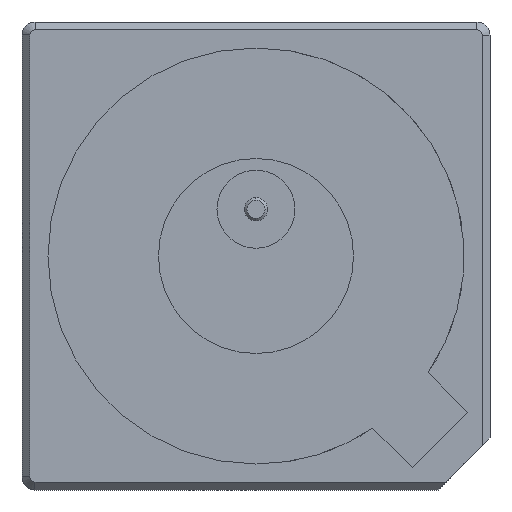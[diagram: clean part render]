
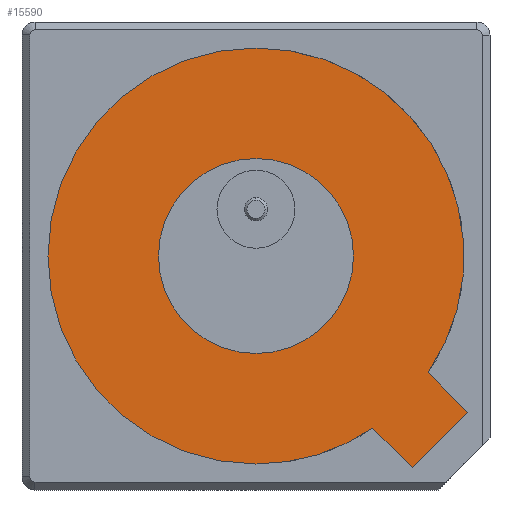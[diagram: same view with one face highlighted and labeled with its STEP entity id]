
A CAD part, front view. The second image highlights one B-rep face of the part: STEP entity #15590.
In plain terms, the highlighted planar face has unit normal (0, -1, 0).
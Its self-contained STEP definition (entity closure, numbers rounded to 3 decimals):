
#263 = CIRCLE ( 'NONE', #15303, 3.75 ) ;
#686 = CARTESIAN_POINT ( 'NONE',  ( 0., -0.22, 0. ) ) ;
#741 = DIRECTION ( 'NONE',  ( 0., 1., 0. ) ) ;
#828 = DIRECTION ( 'NONE',  ( 0., 1., 0. ) ) ;
#918 = CARTESIAN_POINT ( 'NONE',  ( 6.009, -0.22, -8.13 ) ) ;
#1516 = AXIS2_PLACEMENT_3D ( 'NONE', #6404, #3430, #16887 ) ;
#1614 = FACE_BOUND ( 'NONE', #4501, .T. ) ;
#1692 = DIRECTION ( 'NONE',  ( 0., 1., 0. ) ) ;
#2263 = AXIS2_PLACEMENT_3D ( 'NONE', #9953, #9902, #9848 ) ;
#2961 = CARTESIAN_POINT ( 'NONE',  ( 0., -0.22, 8. ) ) ;
#3304 = CARTESIAN_POINT ( 'NONE',  ( 0., -0.22, -8. ) ) ;
#3430 = DIRECTION ( 'NONE',  ( 0., 1., 0. ) ) ;
#3535 = VERTEX_POINT ( 'NONE', #5540 ) ;
#3558 = EDGE_CURVE ( 'NONE', #8824, #3535, #14819, .T. ) ;
#3566 = AXIS2_PLACEMENT_3D ( 'NONE', #9846, #1692, #11142 ) ;
#3727 = ORIENTED_EDGE ( 'NONE', *, *, #11184, .F. ) ;
#3872 = LINE ( 'NONE', #14494, #11097 ) ;
#4096 = DIRECTION ( 'NONE',  ( -0.707, 0., -0.707 ) ) ;
#4501 = EDGE_LOOP ( 'NONE', ( #12503, #6131 ) ) ;
#5087 = EDGE_CURVE ( 'NONE', #7808, #9049, #6349, .T. ) ;
#5213 = EDGE_CURVE ( 'NONE', #12802, #8397, #14821, .T. ) ;
#5287 = CARTESIAN_POINT ( 'NONE',  ( 0., -0.22, 3.75 ) ) ;
#5540 = CARTESIAN_POINT ( 'NONE',  ( 6.617, -0.22, -4.496 ) ) ;
#5930 = VECTOR ( 'NONE', #9850, 1000. ) ;
#6131 = ORIENTED_EDGE ( 'NONE', *, *, #17037, .T. ) ;
#6187 = CARTESIAN_POINT ( 'NONE',  ( 6.009, -0.22, -8.13 ) ) ;
#6349 = CIRCLE ( 'NONE', #2263, 3.75 ) ;
#6404 = CARTESIAN_POINT ( 'NONE',  ( 0., -0.22, 0. ) ) ;
#6454 = EDGE_CURVE ( 'NONE', #6729, #8824, #16724, .T. ) ;
#6606 = DIRECTION ( 'NONE',  ( 0.707, 0., -0.707 ) ) ;
#6729 = VERTEX_POINT ( 'NONE', #3304 ) ;
#6991 = CARTESIAN_POINT ( 'NONE',  ( 8.13, -0.22, -6.009 ) ) ;
#7027 = CARTESIAN_POINT ( 'NONE',  ( 4.496, -0.22, -6.617 ) ) ;
#7586 = CARTESIAN_POINT ( 'NONE',  ( 0., -0.22, 0. ) ) ;
#7808 = VERTEX_POINT ( 'NONE', #5287 ) ;
#8207 = AXIS2_PLACEMENT_3D ( 'NONE', #686, #741, #9633 ) ;
#8397 = VERTEX_POINT ( 'NONE', #918 ) ;
#8411 = ORIENTED_EDGE ( 'NONE', *, *, #6454, .F. ) ;
#8615 = EDGE_LOOP ( 'NONE', ( #12635, #15114, #15208, #13228, #8411, #3727 ) ) ;
#8824 = VERTEX_POINT ( 'NONE', #2961 ) ;
#8990 = DIRECTION ( 'NONE',  ( 0., 0., 1. ) ) ;
#8995 = CARTESIAN_POINT ( 'NONE',  ( 0., -0.22, 0. ) ) ;
#9049 = VERTEX_POINT ( 'NONE', #9699 ) ;
#9633 = DIRECTION ( 'NONE',  ( 0., 0., 1. ) ) ;
#9699 = CARTESIAN_POINT ( 'NONE',  ( 0., -0.22, -3.75 ) ) ;
#9846 = CARTESIAN_POINT ( 'NONE',  ( 0., -0.22, 0. ) ) ;
#9848 = DIRECTION ( 'NONE',  ( 0., 0., 1. ) ) ;
#9850 = DIRECTION ( 'NONE',  ( -0.707, 0., 0.707 ) ) ;
#9902 = DIRECTION ( 'NONE',  ( 0., 1., 0. ) ) ;
#9953 = CARTESIAN_POINT ( 'NONE',  ( 0., -0.22, 0. ) ) ;
#10001 = EDGE_CURVE ( 'NONE', #8397, #11412, #16483, .T. ) ;
#10330 = DIRECTION ( 'NONE',  ( 0., 0., 1. ) ) ;
#10655 = CARTESIAN_POINT ( 'NONE',  ( 4.496, -0.22, -6.617 ) ) ;
#11097 = VECTOR ( 'NONE', #6606, 1000. ) ;
#11142 = DIRECTION ( 'NONE',  ( 0., 0., 1. ) ) ;
#11184 = EDGE_CURVE ( 'NONE', #11412, #6729, #14792, .T. ) ;
#11381 = VECTOR ( 'NONE', #4096, 1000. ) ;
#11412 = VERTEX_POINT ( 'NONE', #7027 ) ;
#11931 = FACE_OUTER_BOUND ( 'NONE', #8615, .T. ) ;
#12384 = PLANE ( 'NONE',  #3566 ) ;
#12503 = ORIENTED_EDGE ( 'NONE', *, *, #5087, .T. ) ;
#12635 = ORIENTED_EDGE ( 'NONE', *, *, #10001, .F. ) ;
#12802 = VERTEX_POINT ( 'NONE', #6991 ) ;
#13228 = ORIENTED_EDGE ( 'NONE', *, *, #3558, .F. ) ;
#14494 = CARTESIAN_POINT ( 'NONE',  ( 6.617, -0.22, -4.496 ) ) ;
#14792 = CIRCLE ( 'NONE', #16349, 8. ) ;
#14819 = CIRCLE ( 'NONE', #8207, 8. ) ;
#14821 = LINE ( 'NONE', #6187, #11381 ) ;
#15114 = ORIENTED_EDGE ( 'NONE', *, *, #5213, .F. ) ;
#15208 = ORIENTED_EDGE ( 'NONE', *, *, #16271, .F. ) ;
#15303 = AXIS2_PLACEMENT_3D ( 'NONE', #7586, #16790, #8990 ) ;
#15590 = ADVANCED_FACE ( 'NONE', ( #1614, #11931 ), #12384, .F. ) ;
#16271 = EDGE_CURVE ( 'NONE', #3535, #12802, #3872, .T. ) ;
#16349 = AXIS2_PLACEMENT_3D ( 'NONE', #8995, #828, #10330 ) ;
#16483 = LINE ( 'NONE', #10655, #5930 ) ;
#16724 = CIRCLE ( 'NONE', #1516, 8. ) ;
#16790 = DIRECTION ( 'NONE',  ( 0., 1., 0. ) ) ;
#16887 = DIRECTION ( 'NONE',  ( 0., 0., 1. ) ) ;
#17037 = EDGE_CURVE ( 'NONE', #9049, #7808, #263, .T. ) ;
